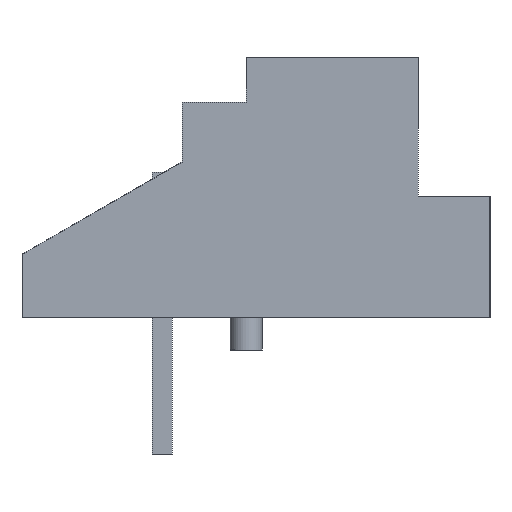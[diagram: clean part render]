
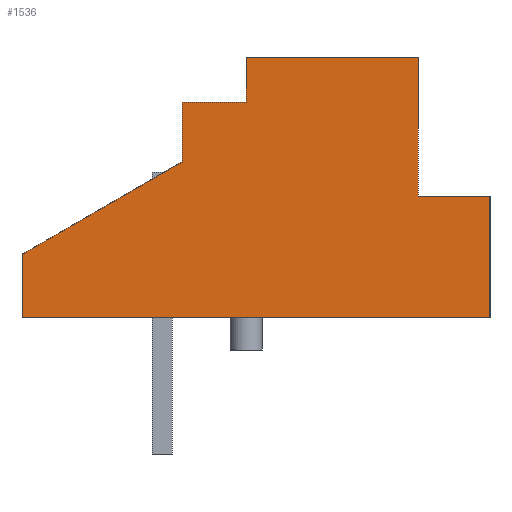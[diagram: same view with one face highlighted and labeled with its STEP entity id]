
A CAD part, left-side view. The second image highlights one B-rep face of the part: STEP entity #1536.
In plain terms, the highlighted planar face has unit normal (-1, 0, 0).
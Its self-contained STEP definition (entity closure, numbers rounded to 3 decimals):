
#438 = VERTEX_POINT('',#439);
#439 = CARTESIAN_POINT('',(-2.,-0.5,3.9));
#445 = EDGE_CURVE('',#446,#438,#448,.T.);
#446 = VERTEX_POINT('',#447);
#447 = CARTESIAN_POINT('',(-2.,-0.5,5.4));
#448 = LINE('',#449,#450);
#449 = CARTESIAN_POINT('',(-2.,-0.5,3.9));
#450 = VECTOR('',#451,1.);
#451 = DIRECTION('',(0.,0.,-1.));
#1091 = VERTEX_POINT('',#1092);
#1092 = CARTESIAN_POINT('',(-2.,3.5,1.591));
#1098 = EDGE_CURVE('',#438,#1091,#1099,.T.);
#1099 = LINE('',#1100,#1101);
#1100 = CARTESIAN_POINT('',(-2.,3.5,1.591));
#1101 = VECTOR('',#1102,1.);
#1102 = DIRECTION('',(0.,0.866,-0.5));
#1333 = VERTEX_POINT('',#1334);
#1334 = CARTESIAN_POINT('',(-2.,3.5,0.));
#1351 = VERTEX_POINT('',#1352);
#1352 = CARTESIAN_POINT('',(-2.,-8.2,0.));
#1358 = EDGE_CURVE('',#1333,#1351,#1359,.T.);
#1359 = LINE('',#1360,#1361);
#1360 = CARTESIAN_POINT('',(-2.,-8.2,0.));
#1361 = VECTOR('',#1362,1.);
#1362 = DIRECTION('',(0.,-1.,0.));
#1536 = ADVANCED_FACE('',(#1537),#1594,.F.);
#1537 = FACE_BOUND('',#1538,.T.);
#1538 = EDGE_LOOP('',(#1539,#1549,#1557,#1563,#1564,#1565,#1571,#1572,
    #1580,#1588));
#1539 = ORIENTED_EDGE('',*,*,#1540,.T.);
#1540 = EDGE_CURVE('',#1541,#1543,#1545,.T.);
#1541 = VERTEX_POINT('',#1542);
#1542 = CARTESIAN_POINT('',(-2.,-6.4,6.5));
#1543 = VERTEX_POINT('',#1544);
#1544 = CARTESIAN_POINT('',(-2.,-2.1,6.5));
#1545 = LINE('',#1546,#1547);
#1546 = CARTESIAN_POINT('',(-2.,-2.1,6.5));
#1547 = VECTOR('',#1548,1.);
#1548 = DIRECTION('',(0.,1.,0.));
#1549 = ORIENTED_EDGE('',*,*,#1550,.T.);
#1550 = EDGE_CURVE('',#1543,#1551,#1553,.T.);
#1551 = VERTEX_POINT('',#1552);
#1552 = CARTESIAN_POINT('',(-2.,-2.1,5.4));
#1553 = LINE('',#1554,#1555);
#1554 = CARTESIAN_POINT('',(-2.,-2.1,5.4));
#1555 = VECTOR('',#1556,1.);
#1556 = DIRECTION('',(0.,0.,-1.));
#1557 = ORIENTED_EDGE('',*,*,#1558,.T.);
#1558 = EDGE_CURVE('',#1551,#446,#1559,.T.);
#1559 = LINE('',#1560,#1561);
#1560 = CARTESIAN_POINT('',(-2.,-0.5,5.4));
#1561 = VECTOR('',#1562,1.);
#1562 = DIRECTION('',(0.,1.,0.));
#1563 = ORIENTED_EDGE('',*,*,#445,.T.);
#1564 = ORIENTED_EDGE('',*,*,#1098,.T.);
#1565 = ORIENTED_EDGE('',*,*,#1566,.T.);
#1566 = EDGE_CURVE('',#1091,#1333,#1567,.T.);
#1567 = LINE('',#1568,#1569);
#1568 = CARTESIAN_POINT('',(-2.,3.5,0.));
#1569 = VECTOR('',#1570,1.);
#1570 = DIRECTION('',(0.,0.,-1.));
#1571 = ORIENTED_EDGE('',*,*,#1358,.T.);
#1572 = ORIENTED_EDGE('',*,*,#1573,.T.);
#1573 = EDGE_CURVE('',#1351,#1574,#1576,.T.);
#1574 = VERTEX_POINT('',#1575);
#1575 = CARTESIAN_POINT('',(-2.,-8.2,3.05));
#1576 = LINE('',#1577,#1578);
#1577 = CARTESIAN_POINT('',(-2.,-8.2,3.05));
#1578 = VECTOR('',#1579,1.);
#1579 = DIRECTION('',(0.,0.,1.));
#1580 = ORIENTED_EDGE('',*,*,#1581,.T.);
#1581 = EDGE_CURVE('',#1574,#1582,#1584,.T.);
#1582 = VERTEX_POINT('',#1583);
#1583 = CARTESIAN_POINT('',(-2.,-6.4,3.05));
#1584 = LINE('',#1585,#1586);
#1585 = CARTESIAN_POINT('',(-2.,-6.4,3.05));
#1586 = VECTOR('',#1587,1.);
#1587 = DIRECTION('',(0.,1.,0.));
#1588 = ORIENTED_EDGE('',*,*,#1589,.T.);
#1589 = EDGE_CURVE('',#1582,#1541,#1590,.T.);
#1590 = LINE('',#1591,#1592);
#1591 = CARTESIAN_POINT('',(-2.,-6.4,6.5));
#1592 = VECTOR('',#1593,1.);
#1593 = DIRECTION('',(0.,0.,1.));
#1594 = PLANE('',#1595);
#1595 = AXIS2_PLACEMENT_3D('',#1596,#1597,#1598);
#1596 = CARTESIAN_POINT('',(-2.,-6.4,6.5));
#1597 = DIRECTION('',(1.,0.,0.));
#1598 = DIRECTION('',(0.,0.,1.));
